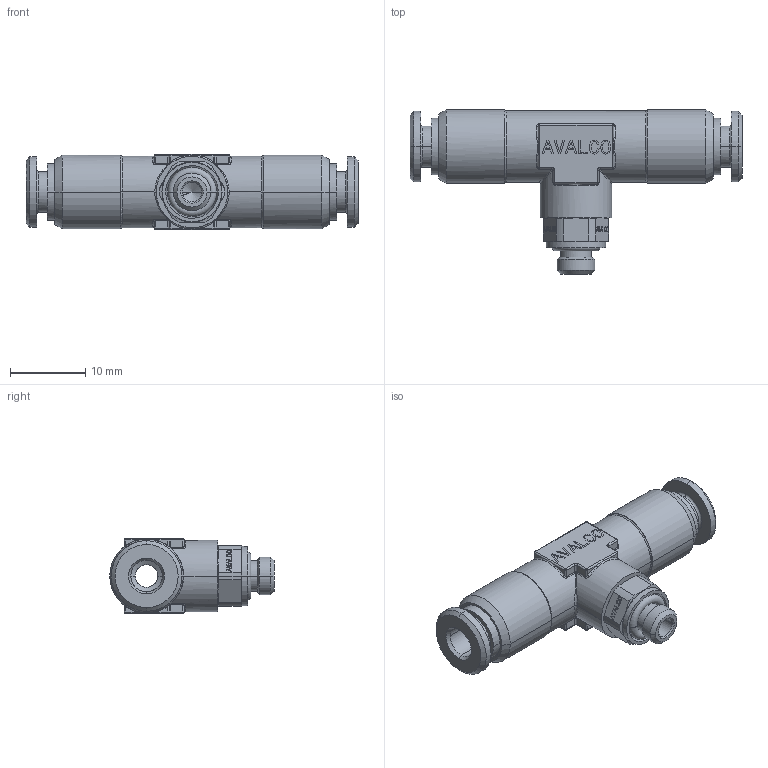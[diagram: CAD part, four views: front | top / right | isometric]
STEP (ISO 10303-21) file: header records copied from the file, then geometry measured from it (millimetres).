
FILE_DESCRIPTION(('CATIA V5 STEP Exchange'),'2;1');
FILE_NAME('PR417B-04M5H.stp','2018-04-14T14:31:45+00:00',('none'),('none'),'CATIA Version 5 Release 21 GA (IN-10)','CATIA V5 STEP AP203','none');
FILE_SCHEMA(('CONFIG_CONTROL_DESIGN'));
Length unit declared in the file: millimetre
Products named in the file (1): PR417B-04M5H
Bounding box: 44.2 x 21.9 x 10 mm (x, y, z)
Volume: 3036.6 mm3; surface area: 2887.6 mm2
Topology: 2 solids, 2 shells, 850 faces, 2219 edges, 1420 vertices
Faces by surface type: plane 616, cylinder 102, cone 52, torus 38, bspline 22, sphere 20
Entity records: 26948 total; most frequent: CARTESIAN_POINT 7058, ORIENTED_EDGE 4434, DIRECTION 3453, EDGE_CURVE 2217, VECTOR 1771, LINE 1771, VERTEX_POINT 1420, AXIS2_PLACEMENT_3D 965
